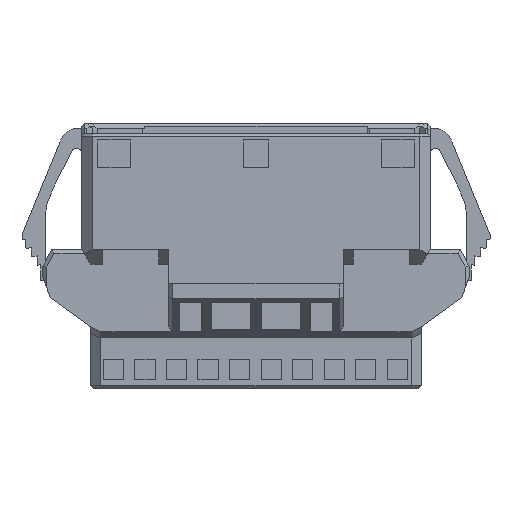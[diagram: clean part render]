
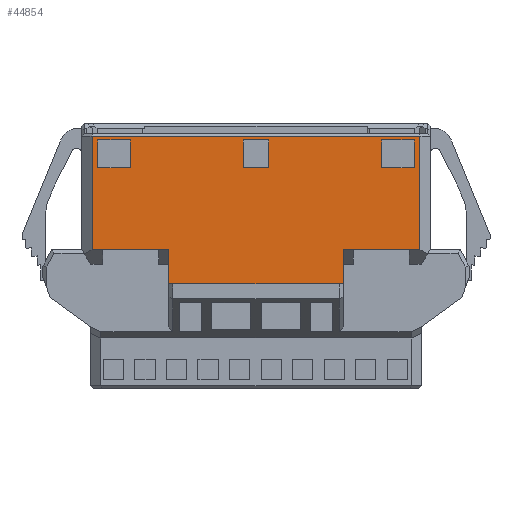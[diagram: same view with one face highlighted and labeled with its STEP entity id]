
A CAD part, front view. The second image highlights one B-rep face of the part: STEP entity #44854.
In plain terms, the highlighted planar face has unit normal (0, -1, 0).
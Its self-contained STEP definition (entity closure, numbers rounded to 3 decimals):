
#83=CARTESIAN_POINT('',(26.2,-7.,-1.));
#84=VERTEX_POINT('',#83);
#85=CARTESIAN_POINT('',(26.2,-7.,-10.));
#86=VERTEX_POINT('',#85);
#87=CARTESIAN_POINT('',(26.2,-7.,-1.));
#88=DIRECTION('',(0.,0.,-1.));
#89=VECTOR('',#88,9.);
#90=LINE('',#87,#89);
#91=EDGE_CURVE('',#84,#86,#90,.T.);
#2403=CARTESIAN_POINT('',(0.2,-7.,-10.));
#2404=VERTEX_POINT('',#2403);
#2411=CARTESIAN_POINT('',(0.2,-7.,-1.));
#2412=VERTEX_POINT('',#2411);
#2413=CARTESIAN_POINT('',(0.2,-7.,-10.));
#2414=DIRECTION('',(0.,0.,1.));
#2415=VECTOR('',#2414,9.);
#2416=LINE('',#2413,#2415);
#2417=EDGE_CURVE('',#2404,#2412,#2416,.T.);
#36911=CARTESIAN_POINT('',(20.1,-7.,-10.));
#36912=VERTEX_POINT('',#36911);
#36919=CARTESIAN_POINT('',(20.1,-7.,-12.7));
#36920=VERTEX_POINT('',#36919);
#36921=CARTESIAN_POINT('',(20.1,-7.,-10.));
#36922=DIRECTION('',(0.,0.,-1.));
#36923=VECTOR('',#36922,2.7);
#36924=LINE('',#36921,#36923);
#36925=EDGE_CURVE('',#36912,#36920,#36924,.T.);
#36956=CARTESIAN_POINT('',(6.3,-7.,-12.7));
#36957=VERTEX_POINT('',#36956);
#36958=CARTESIAN_POINT('',(20.1,-7.,-12.7));
#36959=DIRECTION('',(-1.,0.,0.));
#36960=VECTOR('',#36959,13.8);
#36961=LINE('',#36958,#36960);
#36962=EDGE_CURVE('',#36920,#36957,#36961,.T.);
#37694=CARTESIAN_POINT('',(0.2,-7.,-1.));
#37695=DIRECTION('',(1.,0.,0.));
#37696=VECTOR('',#37695,26.);
#37697=LINE('',#37694,#37696);
#37698=EDGE_CURVE('',#2412,#84,#37697,.T.);
#37741=CARTESIAN_POINT('',(6.3,-7.,-10.));
#37742=VERTEX_POINT('',#37741);
#37743=CARTESIAN_POINT('',(6.3,-7.,-12.7));
#37744=DIRECTION('',(0.,0.,1.));
#37745=VECTOR('',#37744,2.7);
#37746=LINE('',#37743,#37745);
#37747=EDGE_CURVE('',#36957,#37742,#37746,.T.);
#43007=CARTESIAN_POINT('',(20.9,-7.,-10.));
#43008=VERTEX_POINT('',#43007);
#43015=CARTESIAN_POINT('',(20.9,-7.,-10.));
#43016=DIRECTION('',(-1.,0.,0.));
#43017=VECTOR('',#43016,0.8);
#43018=LINE('',#43015,#43017);
#43019=EDGE_CURVE('',#43008,#36912,#43018,.T.);
#43031=CARTESIAN_POINT('',(25.35,-7.,-10.));
#43032=VERTEX_POINT('',#43031);
#43033=CARTESIAN_POINT('',(26.2,-7.,-10.));
#43034=DIRECTION('',(-1.,0.,0.));
#43035=VECTOR('',#43034,0.85);
#43036=LINE('',#43033,#43035);
#43037=EDGE_CURVE('',#86,#43032,#43036,.T.);
#43113=CARTESIAN_POINT('',(1.05,-7.,-10.));
#43114=VERTEX_POINT('',#43113);
#43121=CARTESIAN_POINT('',(1.05,-7.,-10.));
#43122=DIRECTION('',(-1.,0.,0.));
#43123=VECTOR('',#43122,0.85);
#43124=LINE('',#43121,#43123);
#43125=EDGE_CURVE('',#43114,#2404,#43124,.T.);
#43136=CARTESIAN_POINT('',(5.5,-7.,-10.));
#43137=VERTEX_POINT('',#43136);
#43138=CARTESIAN_POINT('',(6.3,-7.,-10.));
#43139=DIRECTION('',(-1.,0.,0.));
#43140=VECTOR('',#43139,0.8);
#43141=LINE('',#43138,#43140);
#43142=EDGE_CURVE('',#37742,#43137,#43141,.T.);
#43230=CARTESIAN_POINT('',(5.5,-7.,-10.));
#43231=DIRECTION('',(-1.,0.,0.));
#43232=VECTOR('',#43231,4.45);
#43233=LINE('',#43230,#43232);
#43234=EDGE_CURVE('',#43137,#43114,#43233,.T.);
#43253=CARTESIAN_POINT('',(25.35,-7.,-10.));
#43254=DIRECTION('',(-1.,0.,0.));
#43255=VECTOR('',#43254,4.45);
#43256=LINE('',#43253,#43255);
#43257=EDGE_CURVE('',#43032,#43008,#43256,.T.);
#44733=CARTESIAN_POINT('',(9.65,-7.,-11.35));
#44734=DIRECTION('',(1.,0.,0.));
#44735=DIRECTION('',(0.,-1.,0.));
#44736=AXIS2_PLACEMENT_3D('',#44733,#44735,#44734);
#44737=PLANE('',#44736);
#44738=ORIENTED_EDGE('',*,*,#37747,.F.);
#44739=ORIENTED_EDGE('',*,*,#36962,.F.);
#44740=ORIENTED_EDGE('',*,*,#36925,.F.);
#44741=ORIENTED_EDGE('',*,*,#43019,.F.);
#44742=ORIENTED_EDGE('',*,*,#43257,.F.);
#44743=ORIENTED_EDGE('',*,*,#43037,.F.);
#44744=ORIENTED_EDGE('',*,*,#91,.F.);
#44745=ORIENTED_EDGE('',*,*,#37698,.F.);
#44746=ORIENTED_EDGE('',*,*,#2417,.F.);
#44747=ORIENTED_EDGE('',*,*,#43125,.F.);
#44748=ORIENTED_EDGE('',*,*,#43234,.F.);
#44749=ORIENTED_EDGE('',*,*,#43142,.F.);
#44750=EDGE_LOOP('',(#44738,#44739,#44740,#44741,#44742,#44743,#44744,#44745,#44746,#44747,#44748,#44749));
#44751=FACE_OUTER_BOUND('',#44750,.T.);
#44752=CARTESIAN_POINT('',(3.25,-7.,-3.5));
#44753=VERTEX_POINT('',#44752);
#44754=CARTESIAN_POINT('',(0.65,-7.,-3.5));
#44755=VERTEX_POINT('',#44754);
#44756=CARTESIAN_POINT('',(3.25,-7.,-3.5));
#44757=DIRECTION('',(-1.,0.,0.));
#44758=VECTOR('',#44757,2.6);
#44759=LINE('',#44756,#44758);
#44760=EDGE_CURVE('',#44753,#44755,#44759,.T.);
#44761=ORIENTED_EDGE('',*,*,#44760,.T.);
#44762=CARTESIAN_POINT('',(0.65,-7.,-1.3));
#44763=VERTEX_POINT('',#44762);
#44764=CARTESIAN_POINT('',(0.65,-7.,-3.5));
#44765=DIRECTION('',(0.,0.,1.));
#44766=VECTOR('',#44765,2.2);
#44767=LINE('',#44764,#44766);
#44768=EDGE_CURVE('',#44755,#44763,#44767,.T.);
#44769=ORIENTED_EDGE('',*,*,#44768,.T.);
#44770=CARTESIAN_POINT('',(3.25,-7.,-1.3));
#44771=VERTEX_POINT('',#44770);
#44772=CARTESIAN_POINT('',(0.65,-7.,-1.3));
#44773=DIRECTION('',(1.,0.,0.));
#44774=VECTOR('',#44773,2.6);
#44775=LINE('',#44772,#44774);
#44776=EDGE_CURVE('',#44763,#44771,#44775,.T.);
#44777=ORIENTED_EDGE('',*,*,#44776,.T.);
#44778=CARTESIAN_POINT('',(3.25,-7.,-1.3));
#44779=DIRECTION('',(0.,0.,-1.));
#44780=VECTOR('',#44779,2.2);
#44781=LINE('',#44778,#44780);
#44782=EDGE_CURVE('',#44771,#44753,#44781,.T.);
#44783=ORIENTED_EDGE('',*,*,#44782,.T.);
#44784=EDGE_LOOP('',(#44761,#44769,#44777,#44783));
#44785=FACE_BOUND('',#44784,.T.);
#44786=CARTESIAN_POINT('',(12.2,-7.,-1.3));
#44787=VERTEX_POINT('',#44786);
#44788=CARTESIAN_POINT('',(14.2,-7.,-1.3));
#44789=VERTEX_POINT('',#44788);
#44790=CARTESIAN_POINT('',(12.2,-7.,-1.3));
#44791=DIRECTION('',(1.,0.,0.));
#44792=VECTOR('',#44791,2.);
#44793=LINE('',#44790,#44792);
#44794=EDGE_CURVE('',#44787,#44789,#44793,.T.);
#44795=ORIENTED_EDGE('',*,*,#44794,.T.);
#44796=CARTESIAN_POINT('',(14.2,-7.,-3.5));
#44797=VERTEX_POINT('',#44796);
#44798=CARTESIAN_POINT('',(14.2,-7.,-1.3));
#44799=DIRECTION('',(0.,0.,-1.));
#44800=VECTOR('',#44799,2.2);
#44801=LINE('',#44798,#44800);
#44802=EDGE_CURVE('',#44789,#44797,#44801,.T.);
#44803=ORIENTED_EDGE('',*,*,#44802,.T.);
#44804=CARTESIAN_POINT('',(12.2,-7.,-3.5));
#44805=VERTEX_POINT('',#44804);
#44806=CARTESIAN_POINT('',(14.2,-7.,-3.5));
#44807=DIRECTION('',(-1.,0.,0.));
#44808=VECTOR('',#44807,2.);
#44809=LINE('',#44806,#44808);
#44810=EDGE_CURVE('',#44797,#44805,#44809,.T.);
#44811=ORIENTED_EDGE('',*,*,#44810,.T.);
#44812=CARTESIAN_POINT('',(12.2,-7.,-3.5));
#44813=DIRECTION('',(0.,0.,1.));
#44814=VECTOR('',#44813,2.2);
#44815=LINE('',#44812,#44814);
#44816=EDGE_CURVE('',#44805,#44787,#44815,.T.);
#44817=ORIENTED_EDGE('',*,*,#44816,.T.);
#44818=EDGE_LOOP('',(#44795,#44803,#44811,#44817));
#44819=FACE_BOUND('',#44818,.T.);
#44820=CARTESIAN_POINT('',(23.15,-7.,-1.3));
#44821=VERTEX_POINT('',#44820);
#44822=CARTESIAN_POINT('',(25.75,-7.,-1.3));
#44823=VERTEX_POINT('',#44822);
#44824=CARTESIAN_POINT('',(23.15,-7.,-1.3));
#44825=DIRECTION('',(1.,0.,0.));
#44826=VECTOR('',#44825,2.6);
#44827=LINE('',#44824,#44826);
#44828=EDGE_CURVE('',#44821,#44823,#44827,.T.);
#44829=ORIENTED_EDGE('',*,*,#44828,.T.);
#44830=CARTESIAN_POINT('',(25.75,-7.,-3.5));
#44831=VERTEX_POINT('',#44830);
#44832=CARTESIAN_POINT('',(25.75,-7.,-1.3));
#44833=DIRECTION('',(0.,0.,-1.));
#44834=VECTOR('',#44833,2.2);
#44835=LINE('',#44832,#44834);
#44836=EDGE_CURVE('',#44823,#44831,#44835,.T.);
#44837=ORIENTED_EDGE('',*,*,#44836,.T.);
#44838=CARTESIAN_POINT('',(23.15,-7.,-3.5));
#44839=VERTEX_POINT('',#44838);
#44840=CARTESIAN_POINT('',(25.75,-7.,-3.5));
#44841=DIRECTION('',(-1.,0.,0.));
#44842=VECTOR('',#44841,2.6);
#44843=LINE('',#44840,#44842);
#44844=EDGE_CURVE('',#44831,#44839,#44843,.T.);
#44845=ORIENTED_EDGE('',*,*,#44844,.T.);
#44846=CARTESIAN_POINT('',(23.15,-7.,-3.5));
#44847=DIRECTION('',(0.,0.,1.));
#44848=VECTOR('',#44847,2.2);
#44849=LINE('',#44846,#44848);
#44850=EDGE_CURVE('',#44839,#44821,#44849,.T.);
#44851=ORIENTED_EDGE('',*,*,#44850,.T.);
#44852=EDGE_LOOP('',(#44829,#44837,#44845,#44851));
#44853=FACE_BOUND('',#44852,.T.);
#44854=ADVANCED_FACE('',(#44751,#44785,#44819,#44853),#44737,.T.);
